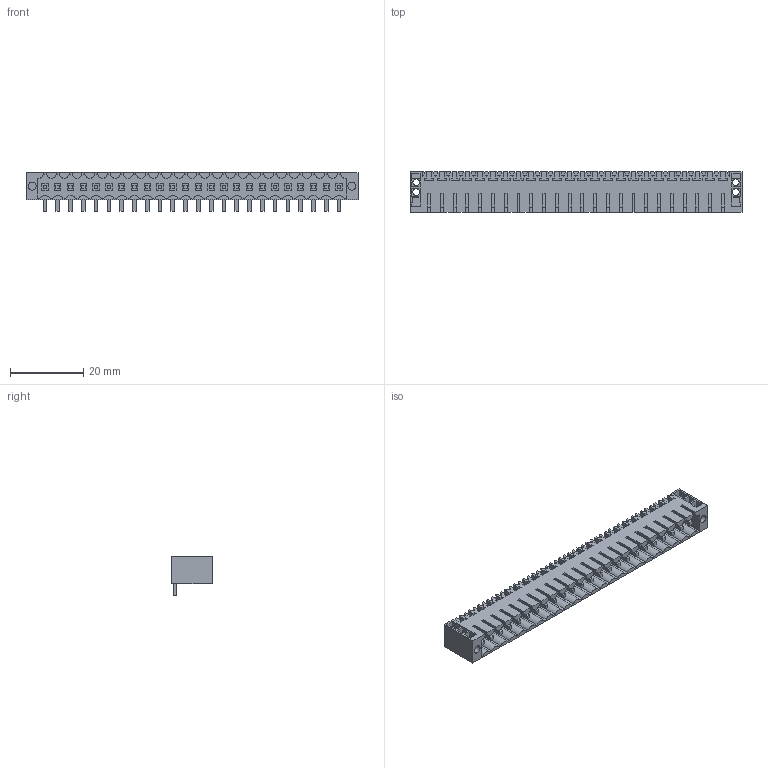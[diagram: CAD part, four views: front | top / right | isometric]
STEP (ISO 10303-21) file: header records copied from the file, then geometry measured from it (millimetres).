
FILE_DESCRIPTION(('CATIA V5 STEP Exchange','CAx-IF Rec.Pracs.--- Model Styling and Organization---1.2---2011-12-15'),'2;1');
FILE_NAME ('D1453624_0_1619840000_1619840000.stp','2018-03-06T06:37:33+00:00',('none'),('Weidmueller'),'CATIA Version 5-6 Release 2014','CATIA V5 STEP AP214','none');
FILE_SCHEMA(('AUTOMOTIVE_DESIGN { 1 0 10303 214 1 1 1 1 }'));
Length unit declared in the file: millimetre
Products named in the file (1): 1619840000
Bounding box: 90.9 x 11.05 x 10.65 mm (x, y, z)
Volume: 3280.1 mm3; surface area: 8946.1 mm2
Topology: 25 solids, 25 shells, 1426 faces, 4363 edges, 2991 vertices
Faces by surface type: plane 1313, cylinder 113
Entity records: 46541 total; most frequent: ORIENTED_EDGE 8718, CARTESIAN_POINT 8206, DIRECTION 6073, EDGE_CURVE 4359, VECTOR 4085, LINE 4085, VERTEX_POINT 2989, EDGE_LOOP 1498
